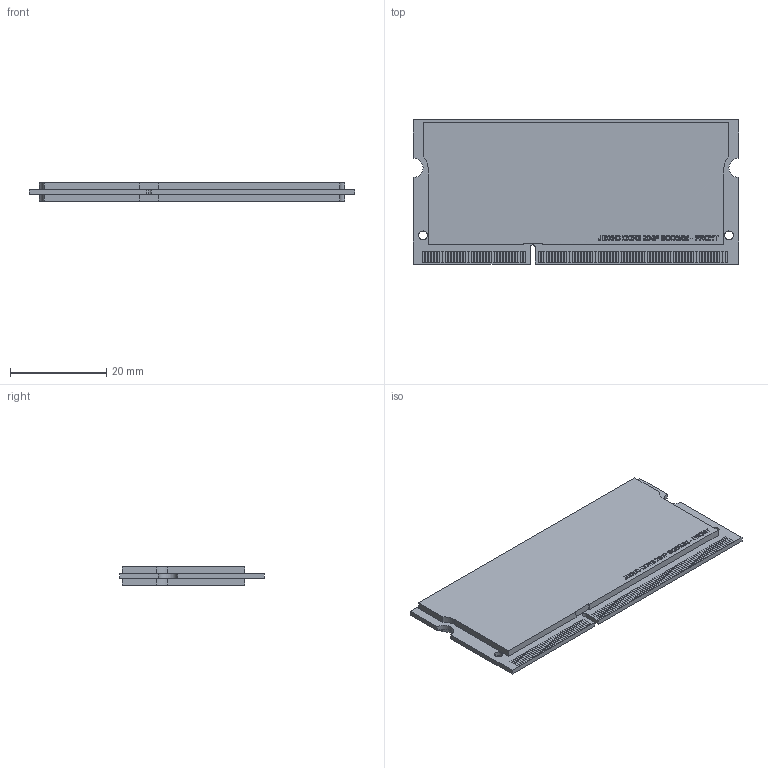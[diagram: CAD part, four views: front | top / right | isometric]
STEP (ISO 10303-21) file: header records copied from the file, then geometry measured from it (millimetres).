
FILE_DESCRIPTION(('STEP AP214'),'1');
FILE_NAME('JEDEC DDR3 204P SODIMM (1_5V).step','2023-04-07T18:09:22',(' '),(' '),'Spatial InterOp 3D',' ',' ');
FILE_SCHEMA(('AUTOMOTIVE_DESIGN { 1 0 10303 214 1 1 1 1 }'));
Length unit declared in the file: metre
Products named in the file (5): User Library-JEDEC DDR3 204P SODIMM (1_5V); Component1; Component2; Component3; JEDEC DDR3 204P SODIMM (1_5V)
Assembly tree (4 placements, depth 3):
  JEDEC DDR3 204P SODIMM (1_5V)
    User Library-JEDEC DDR3 204P SODIMM (1_5V)
      Component1
      Component2
      Component3
Bounding box: 67.6 x 30 x 3.8 mm (x, y, z)
Volume: 6442 mm3; surface area: 11064.8 mm2
Topology: 3 solids, 3 shells, 1103 faces, 2912 edges, 2055 vertices
Faces by surface type: plane 1091, cylinder 12
Entity records: 45250 total; most frequent: CARTESIAN_POINT 9036, ORIENTED_EDGE 5824, DIRECTION 4998, EDGE_CURVE 2912, LINE 2716, VECTOR 2716, VERTEX_POINT 2055, EDGE_LOOP 1347
